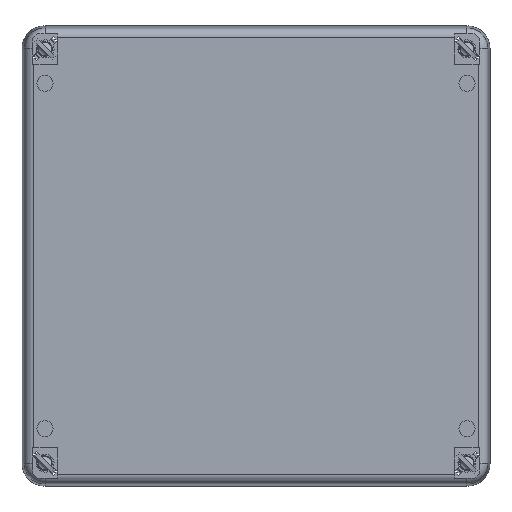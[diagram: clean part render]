
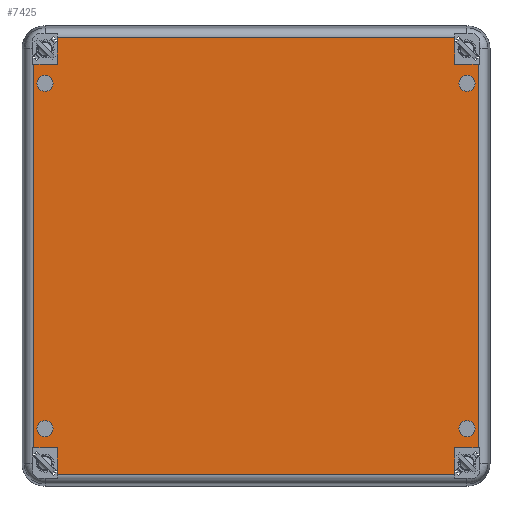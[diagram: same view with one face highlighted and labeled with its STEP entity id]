
A CAD part, front view. The second image highlights one B-rep face of the part: STEP entity #7425.
In plain terms, the highlighted planar face has unit normal (0, -1, 0).
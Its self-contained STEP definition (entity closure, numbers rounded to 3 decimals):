
#661=CARTESIAN_POINT('',(55.,0.,-45.));
#662=DIRECTION('',(0.,-1.,0.));
#663=DIRECTION('',(0.,0.,-1.));
#664=AXIS2_PLACEMENT_3D('',#661,#662,#663);
#669=CARTESIAN_POINT('',(55.,0.,-45.));
#670=DIRECTION('',(0.,-1.,0.));
#671=DIRECTION('',(0.,0.,1.));
#672=AXIS2_PLACEMENT_3D('',#669,#670,#671);
#677=CARTESIAN_POINT('',(-55.,0.,45.));
#678=DIRECTION('',(0.,-1.,0.));
#679=DIRECTION('',(0.,0.,-1.));
#680=AXIS2_PLACEMENT_3D('',#677,#678,#679);
#685=CARTESIAN_POINT('',(-55.,0.,45.));
#686=DIRECTION('',(0.,-1.,0.));
#687=DIRECTION('',(0.,0.,1.));
#688=AXIS2_PLACEMENT_3D('',#685,#686,#687);
#693=CARTESIAN_POINT('',(-55.,0.,-45.));
#694=DIRECTION('',(0.,-1.,0.));
#695=DIRECTION('',(0.,0.,-1.));
#696=AXIS2_PLACEMENT_3D('',#693,#694,#695);
#701=CARTESIAN_POINT('',(-55.,0.,-45.));
#702=DIRECTION('',(0.,-1.,0.));
#703=DIRECTION('',(0.,0.,1.));
#704=AXIS2_PLACEMENT_3D('',#701,#702,#703);
#709=CARTESIAN_POINT('',(55.,0.,45.));
#710=DIRECTION('',(0.,-1.,0.));
#711=DIRECTION('',(0.,0.,-1.));
#712=AXIS2_PLACEMENT_3D('',#709,#710,#711);
#717=CARTESIAN_POINT('',(55.,0.,45.));
#718=DIRECTION('',(0.,-1.,0.));
#719=DIRECTION('',(0.,0.,1.));
#720=AXIS2_PLACEMENT_3D('',#717,#718,#719);
#725=DIRECTION('',(1.,0.,0.));
#726=VECTOR('',#725,6.161);
#727=CARTESIAN_POINT('',(-57.911,0.,50.));
#728=LINE('',#727,#726);
#732=DIRECTION('',(0.,0.,1.));
#733=VECTOR('',#732,6.911);
#734=CARTESIAN_POINT('',(-51.75,0.,50.));
#735=LINE('',#734,#733);
#739=DIRECTION('',(-1.,0.,0.));
#740=VECTOR('',#739,103.5);
#741=CARTESIAN_POINT('',(51.75,0.,56.911));
#742=LINE('',#741,#740);
#746=DIRECTION('',(0.,0.,-1.));
#747=VECTOR('',#746,6.911);
#748=CARTESIAN_POINT('',(51.75,0.,56.911));
#749=LINE('',#748,#747);
#753=DIRECTION('',(1.,0.,0.));
#754=VECTOR('',#753,6.161);
#755=CARTESIAN_POINT('',(51.75,0.,50.));
#756=LINE('',#755,#754);
#760=DIRECTION('',(0.,0.,1.));
#761=VECTOR('',#760,100.);
#762=CARTESIAN_POINT('',(57.911,0.,-50.));
#763=LINE('',#762,#761);
#767=DIRECTION('',(-1.,0.,0.));
#768=VECTOR('',#767,6.161);
#769=CARTESIAN_POINT('',(57.911,0.,-50.));
#770=LINE('',#769,#768);
#774=DIRECTION('',(0.,0.,-1.));
#775=VECTOR('',#774,6.911);
#776=CARTESIAN_POINT('',(51.75,0.,-50.));
#777=LINE('',#776,#775);
#781=DIRECTION('',(1.,0.,0.));
#782=VECTOR('',#781,103.5);
#783=CARTESIAN_POINT('',(-51.75,0.,-56.911));
#784=LINE('',#783,#782);
#788=DIRECTION('',(0.,0.,1.));
#789=VECTOR('',#788,6.911);
#790=CARTESIAN_POINT('',(-51.75,0.,-56.911));
#791=LINE('',#790,#789);
#795=DIRECTION('',(-1.,0.,0.));
#796=VECTOR('',#795,6.161);
#797=CARTESIAN_POINT('',(-51.75,0.,-50.));
#798=LINE('',#797,#796);
#802=DIRECTION('',(0.,0.,-1.));
#803=VECTOR('',#802,100.);
#804=CARTESIAN_POINT('',(-57.911,0.,50.));
#805=LINE('',#804,#803);
#6304=CARTESIAN_POINT('',(55.,0.,-47.1));
#6305=CARTESIAN_POINT('',(55.,0.,-42.9));
#6306=VERTEX_POINT('',#6304);
#6307=VERTEX_POINT('',#6305);
#6308=CARTESIAN_POINT('',(-55.,0.,42.9));
#6309=CARTESIAN_POINT('',(-55.,0.,47.1));
#6310=VERTEX_POINT('',#6308);
#6311=VERTEX_POINT('',#6309);
#6528=CARTESIAN_POINT('',(-55.,0.,-47.1));
#6529=CARTESIAN_POINT('',(-55.,0.,-42.9));
#6530=VERTEX_POINT('',#6528);
#6531=VERTEX_POINT('',#6529);
#6532=CARTESIAN_POINT('',(55.,0.,42.9));
#6533=CARTESIAN_POINT('',(55.,0.,47.1));
#6534=VERTEX_POINT('',#6532);
#6535=VERTEX_POINT('',#6533);
#6618=CARTESIAN_POINT('',(-57.911,0.,50.));
#6619=CARTESIAN_POINT('',(-51.75,0.,50.));
#6620=VERTEX_POINT('',#6618);
#6621=VERTEX_POINT('',#6619);
#6622=CARTESIAN_POINT('',(-51.75,0.,56.911));
#6623=VERTEX_POINT('',#6622);
#6662=CARTESIAN_POINT('',(51.75,0.,56.911));
#6663=CARTESIAN_POINT('',(51.75,0.,50.));
#6664=VERTEX_POINT('',#6662);
#6665=VERTEX_POINT('',#6663);
#6666=CARTESIAN_POINT('',(57.911,0.,50.));
#6667=VERTEX_POINT('',#6666);
#6668=CARTESIAN_POINT('',(-51.75,0.,-56.911));
#6669=CARTESIAN_POINT('',(-51.75,0.,-50.));
#6670=VERTEX_POINT('',#6668);
#6671=VERTEX_POINT('',#6669);
#6672=CARTESIAN_POINT('',(-57.911,0.,-50.));
#6673=VERTEX_POINT('',#6672);
#6674=CARTESIAN_POINT('',(57.911,0.,-50.));
#6675=CARTESIAN_POINT('',(51.75,0.,-50.));
#6676=VERTEX_POINT('',#6674);
#6677=VERTEX_POINT('',#6675);
#6678=CARTESIAN_POINT('',(51.75,0.,-56.911));
#6679=VERTEX_POINT('',#6678);
#7372=CARTESIAN_POINT('',(0.,0.,0.));
#7373=DIRECTION('',(0.,1.,0.));
#7374=DIRECTION('',(1.,0.,0.));
#7375=AXIS2_PLACEMENT_3D('',#7372,#7373,#7374);
#7376=PLANE('',#7375);
#7377=ORIENTED_EDGE('',*,*,#7361,.T.);
#7379=ORIENTED_EDGE('',*,*,#7378,.T.);
#7381=ORIENTED_EDGE('',*,*,#7380,.F.);
#7383=ORIENTED_EDGE('',*,*,#7382,.T.);
#7385=ORIENTED_EDGE('',*,*,#7384,.T.);
#7387=ORIENTED_EDGE('',*,*,#7386,.F.);
#7389=ORIENTED_EDGE('',*,*,#7388,.T.);
#7391=ORIENTED_EDGE('',*,*,#7390,.T.);
#7393=ORIENTED_EDGE('',*,*,#7392,.F.);
#7395=ORIENTED_EDGE('',*,*,#7394,.T.);
#7397=ORIENTED_EDGE('',*,*,#7396,.T.);
#7398=ORIENTED_EDGE('',*,*,#7325,.F.);
#7399=EDGE_LOOP('',(#7377,#7379,#7381,#7383,#7385,#7387,#7389,#7391,#7393,#7395,
#7397,#7398));
#7400=FACE_OUTER_BOUND('',#7399,.F.);
#7402=ORIENTED_EDGE('',*,*,#7401,.T.);
#7404=ORIENTED_EDGE('',*,*,#7403,.T.);
#7405=EDGE_LOOP('',(#7402,#7404));
#7406=FACE_BOUND('',#7405,.F.);
#7408=ORIENTED_EDGE('',*,*,#7407,.T.);
#7410=ORIENTED_EDGE('',*,*,#7409,.T.);
#7411=EDGE_LOOP('',(#7408,#7410));
#7412=FACE_BOUND('',#7411,.F.);
#7414=ORIENTED_EDGE('',*,*,#7413,.T.);
#7416=ORIENTED_EDGE('',*,*,#7415,.T.);
#7417=EDGE_LOOP('',(#7414,#7416));
#7418=FACE_BOUND('',#7417,.F.);
#7420=ORIENTED_EDGE('',*,*,#7419,.T.);
#7422=ORIENTED_EDGE('',*,*,#7421,.T.);
#7423=EDGE_LOOP('',(#7420,#7422));
#7424=FACE_BOUND('',#7423,.F.);
#7425=ADVANCED_FACE('',(#7400,#7406,#7412,#7418,#7424),#7376,.F.);
#665=CIRCLE('',#664,2.1);
#673=CIRCLE('',#672,2.1);
#681=CIRCLE('',#680,2.1);
#689=CIRCLE('',#688,2.1);
#697=CIRCLE('',#696,2.1);
#705=CIRCLE('',#704,2.1);
#713=CIRCLE('',#712,2.1);
#721=CIRCLE('',#720,2.1);
#7325=EDGE_CURVE('',#6620,#6673,#805,.T.);
#7361=EDGE_CURVE('',#6620,#6621,#728,.T.);
#7378=EDGE_CURVE('',#6621,#6623,#735,.T.);
#7380=EDGE_CURVE('',#6664,#6623,#742,.T.);
#7382=EDGE_CURVE('',#6664,#6665,#749,.T.);
#7384=EDGE_CURVE('',#6665,#6667,#756,.T.);
#7386=EDGE_CURVE('',#6676,#6667,#763,.T.);
#7388=EDGE_CURVE('',#6676,#6677,#770,.T.);
#7390=EDGE_CURVE('',#6677,#6679,#777,.T.);
#7392=EDGE_CURVE('',#6670,#6679,#784,.T.);
#7394=EDGE_CURVE('',#6670,#6671,#791,.T.);
#7396=EDGE_CURVE('',#6671,#6673,#798,.T.);
#7401=EDGE_CURVE('',#6306,#6307,#665,.T.);
#7403=EDGE_CURVE('',#6307,#6306,#673,.T.);
#7407=EDGE_CURVE('',#6310,#6311,#681,.T.);
#7409=EDGE_CURVE('',#6311,#6310,#689,.T.);
#7413=EDGE_CURVE('',#6530,#6531,#697,.T.);
#7415=EDGE_CURVE('',#6531,#6530,#705,.T.);
#7419=EDGE_CURVE('',#6534,#6535,#713,.T.);
#7421=EDGE_CURVE('',#6535,#6534,#721,.T.);
